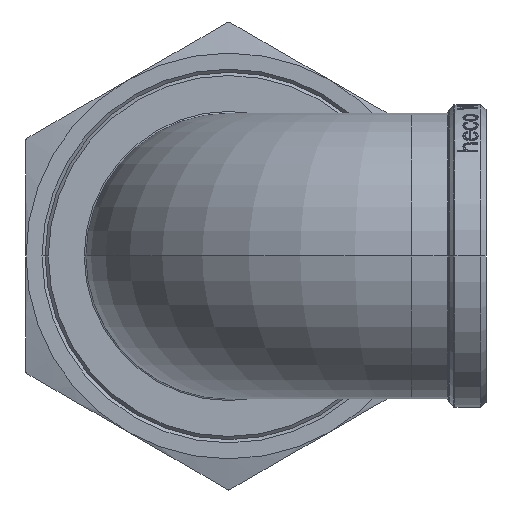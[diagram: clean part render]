
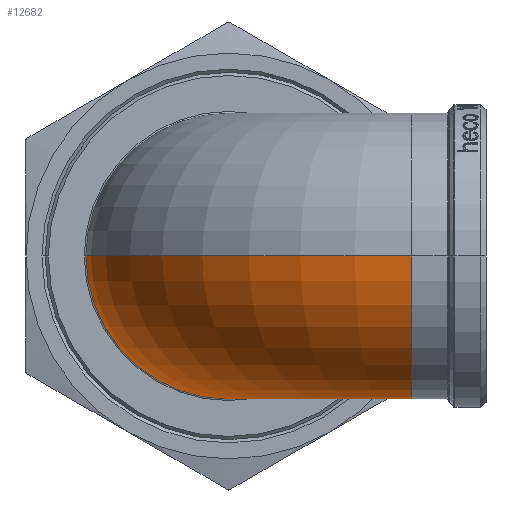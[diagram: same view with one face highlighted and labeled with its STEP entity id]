
A CAD part, left-side view. The second image highlights one B-rep face of the part: STEP entity #12682.
In plain terms, the highlighted toroidal (fillet/blend) face has major radius 32 mm and minor radius 25 mm.
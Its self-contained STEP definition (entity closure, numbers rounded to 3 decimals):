
#4 = DIRECTION ( 'NONE',  ( 0., 0., -1. ) ) ;
#392 = EDGE_CURVE ( 'NONE', #3126, #10488, #9528, .T. ) ;
#986 = CIRCLE ( 'NONE', #9755, 25. ) ;
#1042 = ORIENTED_EDGE ( 'NONE', *, *, #3491, .F. ) ;
#1132 = DIRECTION ( 'NONE',  ( 0., 1., 0. ) ) ;
#1375 = DIRECTION ( 'NONE',  ( 0., 1., 0. ) ) ;
#3126 = VERTEX_POINT ( 'NONE', #3266 ) ;
#3266 = CARTESIAN_POINT ( 'NONE',  ( 32., 45., -25. ) ) ;
#3337 = AXIS2_PLACEMENT_3D ( 'NONE', #3407, #14816, #12045 ) ;
#3407 = CARTESIAN_POINT ( 'NONE',  ( 32., 13., 0. ) ) ;
#3477 = CARTESIAN_POINT ( 'NONE',  ( 32., 13., 0. ) ) ;
#3491 = EDGE_CURVE ( 'NONE', #9839, #3126, #11878, .T. ) ;
#4315 = AXIS2_PLACEMENT_3D ( 'NONE', #3477, #14717, #6092 ) ;
#4583 = DIRECTION ( 'NONE',  ( -1., 0., 0. ) ) ;
#5997 = DIRECTION ( 'NONE',  ( 0., 1., 0. ) ) ;
#6004 = CARTESIAN_POINT ( 'NONE',  ( 0., 13., 0. ) ) ;
#6092 = DIRECTION ( 'NONE',  ( 0., 1., 0. ) ) ;
#6896 = ORIENTED_EDGE ( 'NONE', *, *, #10509, .T. ) ;
#7189 = CARTESIAN_POINT ( 'NONE',  ( 32., 13., 0. ) ) ;
#7607 = DIRECTION ( 'NONE',  ( 0., -1., 0. ) ) ;
#8287 = ORIENTED_EDGE ( 'NONE', *, *, #392, .F. ) ;
#9308 = CIRCLE ( 'NONE', #12268, 7. ) ;
#9427 = FACE_OUTER_BOUND ( 'NONE', #9665, .T. ) ;
#9528 = CIRCLE ( 'NONE', #15999, 25. ) ;
#9665 = EDGE_LOOP ( 'NONE', ( #17969, #6896, #8287, #1042, #11399 ) ) ;
#9755 = AXIS2_PLACEMENT_3D ( 'NONE', #6004, #7607, #4583 ) ;
#9839 = VERTEX_POINT ( 'NONE', #14828 ) ;
#10125 = DIRECTION ( 'NONE',  ( 1., 0., 0. ) ) ;
#10488 = VERTEX_POINT ( 'NONE', #16859 ) ;
#10509 = EDGE_CURVE ( 'NONE', #12975, #10488, #13231, .T. ) ;
#11399 = ORIENTED_EDGE ( 'NONE', *, *, #16104, .F. ) ;
#11864 = CARTESIAN_POINT ( 'NONE',  ( 25., 13., 0. ) ) ;
#11878 = CIRCLE ( 'NONE', #15915, 25. ) ;
#12045 = DIRECTION ( 'NONE',  ( 0., 1., 0. ) ) ;
#12094 = TOROIDAL_SURFACE ( 'NONE', #4315, 32., 25. ) ;
#12217 = VERTEX_POINT ( 'NONE', #11864 ) ;
#12268 = AXIS2_PLACEMENT_3D ( 'NONE', #7189, #4, #1375 ) ;
#12682 = ADVANCED_FACE ( 'NONE', ( #9427 ), #12094, .T. ) ;
#12975 = VERTEX_POINT ( 'NONE', #16978 ) ;
#13231 = CIRCLE ( 'NONE', #3337, 57. ) ;
#14350 = EDGE_CURVE ( 'NONE', #12975, #12217, #986, .T. ) ;
#14435 = CARTESIAN_POINT ( 'NONE',  ( 32., 45., 0. ) ) ;
#14717 = DIRECTION ( 'NONE',  ( 0., 0., -1. ) ) ;
#14816 = DIRECTION ( 'NONE',  ( 0., 0., -1. ) ) ;
#14828 = CARTESIAN_POINT ( 'NONE',  ( 32., 20., 0. ) ) ;
#15328 = CARTESIAN_POINT ( 'NONE',  ( 32., 45., 0. ) ) ;
#15382 = DIRECTION ( 'NONE',  ( 1., 0., 0. ) ) ;
#15915 = AXIS2_PLACEMENT_3D ( 'NONE', #15328, #15382, #1132 ) ;
#15999 = AXIS2_PLACEMENT_3D ( 'NONE', #14435, #10125, #5997 ) ;
#16104 = EDGE_CURVE ( 'NONE', #12217, #9839, #9308, .T. ) ;
#16859 = CARTESIAN_POINT ( 'NONE',  ( 32., 70., 0. ) ) ;
#16978 = CARTESIAN_POINT ( 'NONE',  ( -25., 13., 0. ) ) ;
#17969 = ORIENTED_EDGE ( 'NONE', *, *, #14350, .F. ) ;
